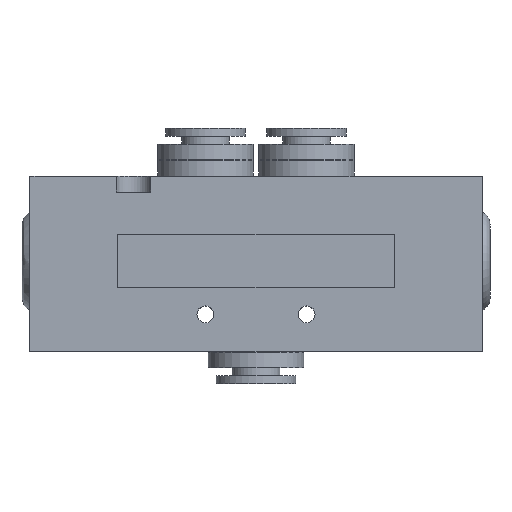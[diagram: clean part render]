
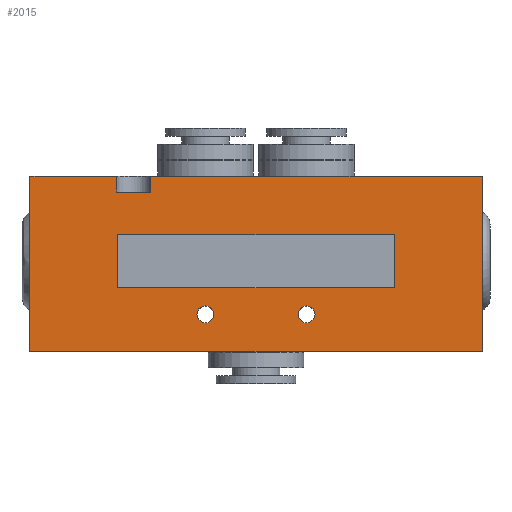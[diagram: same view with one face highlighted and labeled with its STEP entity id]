
A CAD part, top view. The second image highlights one B-rep face of the part: STEP entity #2015.
In plain terms, the highlighted planar face has unit normal (0, 0, 1).
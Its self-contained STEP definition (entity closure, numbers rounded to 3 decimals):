
#612=CARTESIAN_POINT('',(-7.9,-10.,9.25));
#613=VERTEX_POINT('',#612);
#614=CARTESIAN_POINT('',(-9.5,-10.,9.25));
#615=DIRECTION('',(0.0,0.0,-1.0));
#616=DIRECTION('',(1.0,0.0,0.0));
#617=AXIS2_PLACEMENT_3D('',#614,#615,#616);
#618=CIRCLE('',#617,1.6);
#619=EDGE_CURVE('',#613,#613,#618,.T.);
#661=CARTESIAN_POINT('',(11.1,-10.,9.25));
#662=VERTEX_POINT('',#661);
#663=CARTESIAN_POINT('',(9.5,-10.,9.25));
#664=DIRECTION('',(0.0,0.0,-1.0));
#665=DIRECTION('',(1.0,0.0,0.0));
#666=AXIS2_PLACEMENT_3D('',#663,#664,#665);
#667=CIRCLE('',#666,1.6);
#668=EDGE_CURVE('',#662,#662,#667,.T.);
#737=CARTESIAN_POINT('',(-42.5,0.0,9.25));
#738=VERTEX_POINT('',#737);
#773=CARTESIAN_POINT('',(-42.5,16.,9.25));
#774=VERTEX_POINT('',#773);
#775=CARTESIAN_POINT('',(-42.5,0.0,9.25));
#776=DIRECTION('',(0.0,1.0,0.0));
#777=VECTOR('',#776,16.);
#778=LINE('',#775,#777);
#779=EDGE_CURVE('',#738,#774,#778,.T.);
#812=CARTESIAN_POINT('',(-42.5,-17.,9.25));
#813=VERTEX_POINT('',#812);
#820=CARTESIAN_POINT('',(-42.5,-17.,9.25));
#821=DIRECTION('',(0.0,1.0,0.0));
#822=VECTOR('',#821,17.);
#823=LINE('',#820,#822);
#824=EDGE_CURVE('',#813,#738,#823,.T.);
#1059=CARTESIAN_POINT('',(42.5,0.0,9.25));
#1060=VERTEX_POINT('',#1059);
#1103=CARTESIAN_POINT('',(42.5,16.,9.25));
#1104=VERTEX_POINT('',#1103);
#1111=CARTESIAN_POINT('',(42.5,0.0,9.25));
#1112=DIRECTION('',(0.0,1.0,0.0));
#1113=VECTOR('',#1112,16.);
#1114=LINE('',#1111,#1113);
#1115=EDGE_CURVE('',#1060,#1104,#1114,.T.);
#1126=CARTESIAN_POINT('',(42.5,-17.,9.25));
#1127=VERTEX_POINT('',#1126);
#1128=CARTESIAN_POINT('',(42.5,-17.,9.25));
#1129=DIRECTION('',(0.0,1.0,0.0));
#1130=VECTOR('',#1129,17.);
#1131=LINE('',#1128,#1130);
#1132=EDGE_CURVE('',#1127,#1060,#1131,.T.);
#1464=CARTESIAN_POINT('',(26.0,-5.,9.25));
#1465=VERTEX_POINT('',#1464);
#1472=CARTESIAN_POINT('',(26.0,5.,9.25));
#1473=VERTEX_POINT('',#1472);
#1474=CARTESIAN_POINT('',(26.0,5.,9.25));
#1475=DIRECTION('',(0.0,-1.0,0.0));
#1476=VECTOR('',#1475,10.);
#1477=LINE('',#1474,#1476);
#1478=EDGE_CURVE('',#1473,#1465,#1477,.T.);
#1683=CARTESIAN_POINT('',(-19.75,13.0,9.25));
#1684=VERTEX_POINT('',#1683);
#1693=CARTESIAN_POINT('',(-19.75,16.,9.25));
#1694=VERTEX_POINT('',#1693);
#1695=CARTESIAN_POINT('',(-19.75,16.,9.25));
#1696=DIRECTION('',(0.0,-1.0,0.0));
#1697=VECTOR('',#1696,3.);
#1698=LINE('',#1695,#1697);
#1699=EDGE_CURVE('',#1694,#1684,#1698,.T.);
#1756=CARTESIAN_POINT('',(-26.25,13.0,9.25));
#1757=VERTEX_POINT('',#1756);
#1765=CARTESIAN_POINT('',(-26.25,16.,9.25));
#1766=VERTEX_POINT('',#1765);
#1773=CARTESIAN_POINT('',(-26.25,13.0,9.25));
#1774=DIRECTION('',(0.0,1.0,0.0));
#1775=VECTOR('',#1774,3.);
#1776=LINE('',#1773,#1775);
#1777=EDGE_CURVE('',#1757,#1766,#1776,.T.);
#1790=CARTESIAN_POINT('',(-19.75,13.0,9.25));
#1791=DIRECTION('',(-1.0,0.0,0.0));
#1792=VECTOR('',#1791,6.5);
#1793=LINE('',#1790,#1792);
#1794=EDGE_CURVE('',#1684,#1757,#1793,.T.);
#1853=CARTESIAN_POINT('',(-26.0,-5.,9.25));
#1854=VERTEX_POINT('',#1853);
#1861=CARTESIAN_POINT('',(26.0,-5.,9.25));
#1862=DIRECTION('',(-1.0,0.0,0.0));
#1863=VECTOR('',#1862,52.0);
#1864=LINE('',#1861,#1863);
#1865=EDGE_CURVE('',#1465,#1854,#1864,.T.);
#1877=CARTESIAN_POINT('',(-26.0,5.,9.25));
#1878=VERTEX_POINT('',#1877);
#1885=CARTESIAN_POINT('',(-26.0,-5.,9.25));
#1886=DIRECTION('',(0.0,1.0,0.0));
#1887=VECTOR('',#1886,10.);
#1888=LINE('',#1885,#1887);
#1889=EDGE_CURVE('',#1854,#1878,#1888,.T.);
#1902=CARTESIAN_POINT('',(-26.0,5.,9.25));
#1903=DIRECTION('',(1.0,0.0,0.0));
#1904=VECTOR('',#1903,52.0);
#1905=LINE('',#1902,#1904);
#1906=EDGE_CURVE('',#1878,#1473,#1905,.T.);
#1920=CARTESIAN_POINT('',(-42.5,16.,9.25));
#1921=DIRECTION('',(1.0,0.0,0.0));
#1922=VECTOR('',#1921,16.25);
#1923=LINE('',#1920,#1922);
#1924=EDGE_CURVE('',#774,#1766,#1923,.T.);
#1929=CARTESIAN_POINT('',(-19.75,16.,9.25));
#1930=DIRECTION('',(1.0,0.0,0.0));
#1931=VECTOR('',#1930,62.25);
#1932=LINE('',#1929,#1931);
#1933=EDGE_CURVE('',#1694,#1104,#1932,.T.);
#1959=CARTESIAN_POINT('',(42.5,-17.,9.25));
#1960=DIRECTION('',(-1.0,0.0,0.0));
#1961=VECTOR('',#1960,85.);
#1962=LINE('',#1959,#1961);
#1963=EDGE_CURVE('',#1127,#813,#1962,.T.);
#1986=CARTESIAN_POINT('',(0.,-0.5,9.25));
#1987=DIRECTION('',(0.0,0.0,1.0));
#1988=DIRECTION('',(1.0,0.0,0.0));
#1989=AXIS2_PLACEMENT_3D('',#1986,#1987,#1988);
#1990=PLANE('',#1989);
#1991=ORIENTED_EDGE('',*,*,#1777,.T.);
#1992=ORIENTED_EDGE('',*,*,#1924,.F.);
#1993=ORIENTED_EDGE('',*,*,#779,.F.);
#1994=ORIENTED_EDGE('',*,*,#824,.F.);
#1995=ORIENTED_EDGE('',*,*,#1963,.F.);
#1996=ORIENTED_EDGE('',*,*,#1132,.T.);
#1997=ORIENTED_EDGE('',*,*,#1115,.T.);
#1998=ORIENTED_EDGE('',*,*,#1933,.F.);
#1999=ORIENTED_EDGE('',*,*,#1699,.T.);
#2000=ORIENTED_EDGE('',*,*,#1794,.T.);
#2001=EDGE_LOOP('',(#1991,#1992,#1993,#1994,#1995,#1996,#1997,#1998,#1999,#2000));
#2002=FACE_OUTER_BOUND('',#2001,.T.);
#2003=ORIENTED_EDGE('',*,*,#619,.T.);
#2004=EDGE_LOOP('',(#2003));
#2005=FACE_BOUND('',#2004,.T.);
#2006=ORIENTED_EDGE('',*,*,#668,.T.);
#2007=EDGE_LOOP('',(#2006));
#2008=FACE_BOUND('',#2007,.T.);
#2009=ORIENTED_EDGE('',*,*,#1865,.T.);
#2010=ORIENTED_EDGE('',*,*,#1889,.T.);
#2011=ORIENTED_EDGE('',*,*,#1906,.T.);
#2012=ORIENTED_EDGE('',*,*,#1478,.T.);
#2013=EDGE_LOOP('',(#2009,#2010,#2011,#2012));
#2014=FACE_BOUND('',#2013,.T.);
#2015=ADVANCED_FACE('',(#2002,#2005,#2008,#2014),#1990,.T.);
